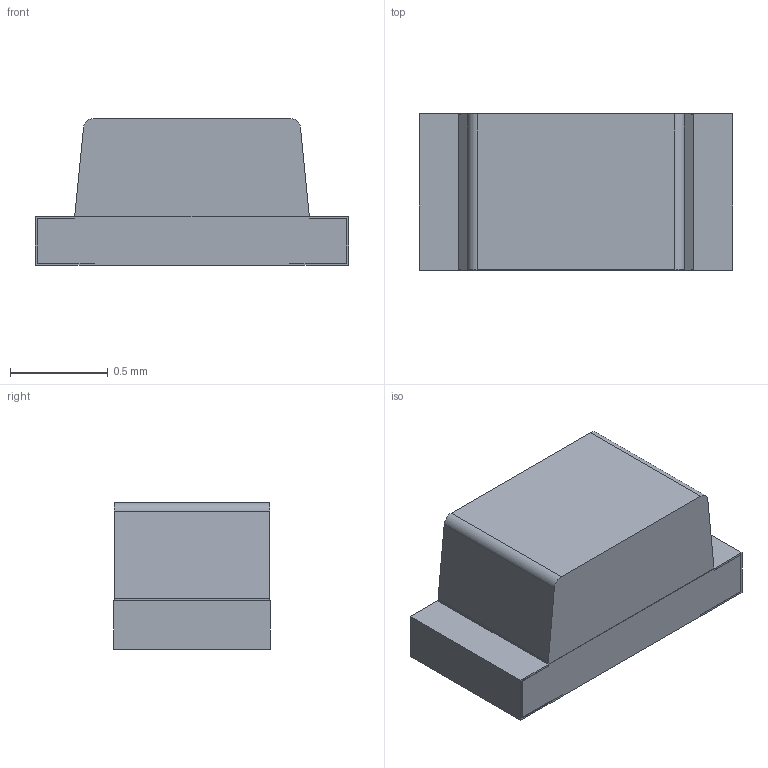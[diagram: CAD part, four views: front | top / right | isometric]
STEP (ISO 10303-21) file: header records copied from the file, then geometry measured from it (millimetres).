
FILE_DESCRIPTION (( 'STEP AP214' ), '1' );
FILE_NAME ('LED 0603 APT1608 GREEN.STEP', '2012-02-24T16:42:26', ( 'Ryan Rutledge' ), ( 'Pacific Bioscience Laboratories, Inc.' ), 'SwSTEP 2.0', 'SolidWorks 2012', '' );
FILE_SCHEMA (( 'AUTOMOTIVE_DESIGN' ));
Length unit declared in the file: millimetre
Products named in the file (1): LED 0603 APT1608 GREEN
Bounding box: 1.6 x 0.8 x 0.75 mm (x, y, z)
Volume: 0.8 mm3; surface area: 5.6 mm2
Topology: 1 solids, 1 shells, 43 faces, 117 edges, 78 vertices
Faces by surface type: plane 41, cylinder 2
Entity records: 1556 total; most frequent: CARTESIAN_POINT 239, ORIENTED_EDGE 234, DIRECTION 209, EDGE_CURVE 117, VECTOR 113, LINE 113, VERTEX_POINT 78, AXIS2_PLACEMENT_3D 48
